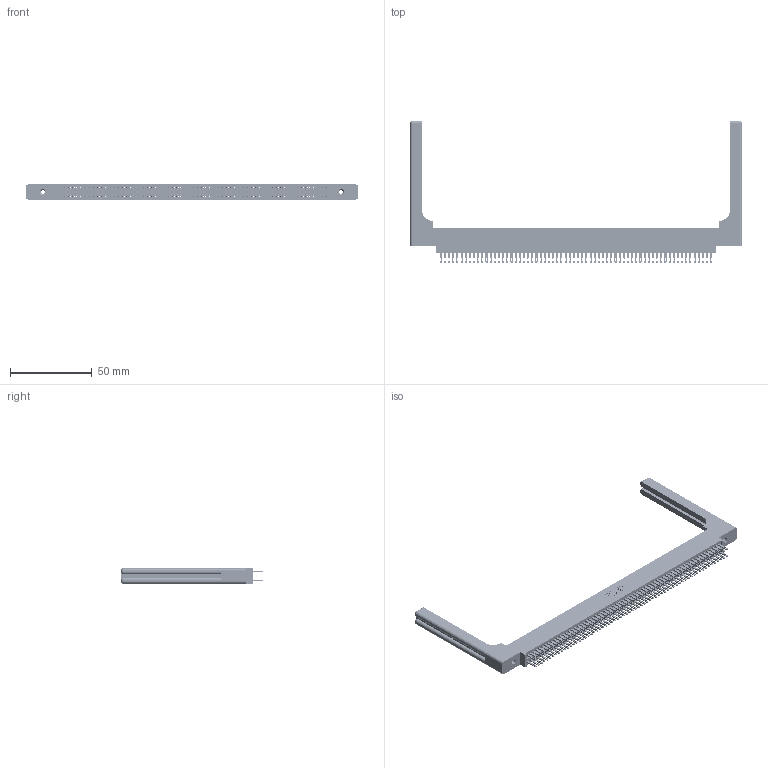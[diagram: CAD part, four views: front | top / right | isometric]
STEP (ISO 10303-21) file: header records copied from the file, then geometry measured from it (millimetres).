
FILE_DESCRIPTION (( 'STEP AP203' ), '1' );
FILE_NAME ('345-132-500-858.STEP', '2019-11-07T18:20:14', ( '' ), ( '' ), 'SwSTEP 2.0', 'SolidWorks 2016', '' );
FILE_SCHEMA (( 'CONFIG_CONTROL_DESIGN' ));
Length unit declared in the file: inch
Products named in the file (5): 345-220-058_345-220-058; 345 Part_0.170 Offset - 0.156 Dia-TH; 345-292-001_345-293-100; 345-250-001_345-250-001-102; 345-132-500-858
Assembly tree (137 placements, depth 2):
  345-132-500-858
    345 Part_0.170 Offset - 0.156 Dia-TH
    345-292-001_345-293-100  x132
    345-250-001_345-250-001-102  x2
    345-220-058_345-220-058  x2
Bounding box: 202.67 x 86.79 x 9.4 mm (x, y, z)
Volume: 28675.1 mm3; surface area: 36872.5 mm2
Topology: 137 solids, 137 shells, 6458 faces, 19631 edges, 13066 vertices
Faces by surface type: plane 3796, cylinder 2602, bspline 36, cone 12, sphere 8, torus 4
Entity records: 53798 total; most frequent: CARTESIAN_POINT 9989, ORIENTED_EDGE 8720, DIRECTION 7712, EDGE_CURVE 4360, VECTOR 3868, LINE 3868, VERTEX_POINT 2898, AXIS2_PLACEMENT_3D 1922
